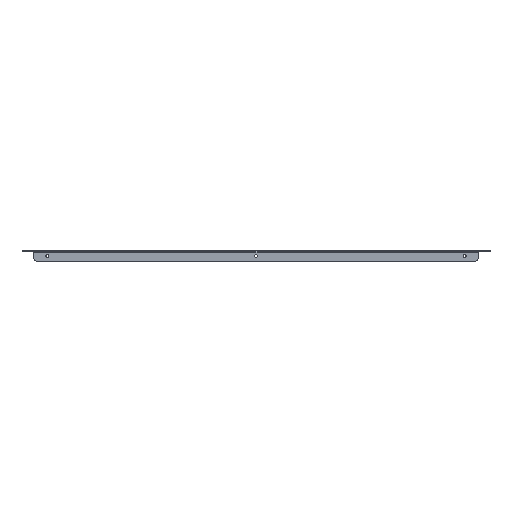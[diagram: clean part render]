
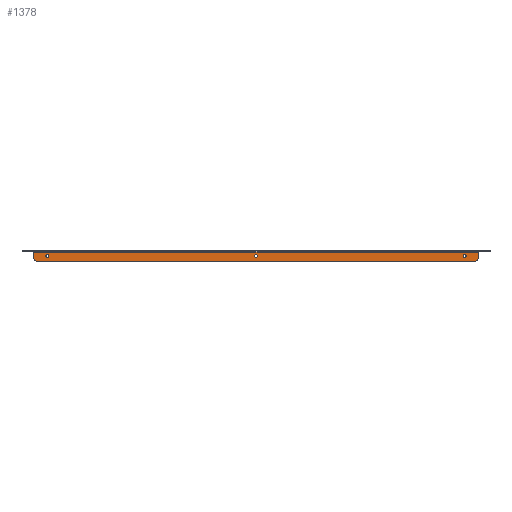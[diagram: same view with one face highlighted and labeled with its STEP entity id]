
A CAD part, front view. The second image highlights one B-rep face of the part: STEP entity #1378.
In plain terms, the highlighted planar face has unit normal (0, -1, 0).
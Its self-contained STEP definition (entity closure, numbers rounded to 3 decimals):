
#1 = VECTOR ( 'NONE', #1212, 1000. ) ;
#37 = EDGE_CURVE ( 'NONE', #991, #515, #380, .T. ) ;
#52 = CARTESIAN_POINT ( 'NONE',  ( -326.25, -124.8, 0. ) ) ;
#59 = CARTESIAN_POINT ( 'NONE',  ( -321.25, -124.8, -15. ) ) ;
#65 = VECTOR ( 'NONE', #1211, 1000. ) ;
#86 = DIRECTION ( 'NONE',  ( 1., 0., 0. ) ) ;
#122 = DIRECTION ( 'NONE',  ( 0., 0., 1. ) ) ;
#124 = VERTEX_POINT ( 'NONE', #1020 ) ;
#135 = DIRECTION ( 'NONE',  ( 0., 1., 0. ) ) ;
#170 = VERTEX_POINT ( 'NONE', #1741 ) ;
#177 = DIRECTION ( 'NONE',  ( 0., -1., 0. ) ) ;
#206 = AXIS2_PLACEMENT_3D ( 'NONE', #407, #419, #1851 ) ;
#238 = PLANE ( 'NONE',  #266 ) ;
#266 = AXIS2_PLACEMENT_3D ( 'NONE', #1560, #832, #1122 ) ;
#275 = LINE ( 'NONE', #1126, #1400 ) ;
#314 = CARTESIAN_POINT ( 'NONE',  ( 321.25, -124.8, -10. ) ) ;
#344 = EDGE_CURVE ( 'NONE', #515, #1516, #275, .T. ) ;
#361 = AXIS2_PLACEMENT_3D ( 'NONE', #314, #177, #1656 ) ;
#372 = EDGE_CURVE ( 'NONE', #124, #124, #1358, .T. ) ;
#380 = CIRCLE ( 'NONE', #361, 5. ) ;
#387 = AXIS2_PLACEMENT_3D ( 'NONE', #857, #135, #1174 ) ;
#407 = CARTESIAN_POINT ( 'NONE',  ( -306.25, -124.8, -7.5 ) ) ;
#411 = DIRECTION ( 'NONE',  ( 0., 1., 0. ) ) ;
#412 = ORIENTED_EDGE ( 'NONE', *, *, #658, .T. ) ;
#414 = EDGE_LOOP ( 'NONE', ( #579 ) ) ;
#419 = DIRECTION ( 'NONE',  ( 0., 1., 0. ) ) ;
#470 = CARTESIAN_POINT ( 'NONE',  ( 326.25, -124.8, -10. ) ) ;
#478 = ORIENTED_EDGE ( 'NONE', *, *, #1148, .T. ) ;
#504 = AXIS2_PLACEMENT_3D ( 'NONE', #597, #869, #1327 ) ;
#515 = VERTEX_POINT ( 'NONE', #470 ) ;
#520 = FACE_BOUND ( 'NONE', #820, .T. ) ;
#546 = VERTEX_POINT ( 'NONE', #1763 ) ;
#561 = VERTEX_POINT ( 'NONE', #1443 ) ;
#579 = ORIENTED_EDGE ( 'NONE', *, *, #954, .T. ) ;
#594 = VERTEX_POINT ( 'NONE', #59 ) ;
#597 = CARTESIAN_POINT ( 'NONE',  ( -321.25, -124.8, -10. ) ) ;
#636 = CARTESIAN_POINT ( 'NONE',  ( 0., -124.8, -15. ) ) ;
#658 = EDGE_CURVE ( 'NONE', #594, #991, #1572, .T. ) ;
#785 = ORIENTED_EDGE ( 'NONE', *, *, #344, .T. ) ;
#820 = EDGE_LOOP ( 'NONE', ( #1161 ) ) ;
#832 = DIRECTION ( 'NONE',  ( 0., 1., 0. ) ) ;
#857 = CARTESIAN_POINT ( 'NONE',  ( 0., -124.8, -7.5 ) ) ;
#869 = DIRECTION ( 'NONE',  ( 0., -1., 0. ) ) ;
#881 = VECTOR ( 'NONE', #86, 1000. ) ;
#901 = FACE_BOUND ( 'NONE', #414, .T. ) ;
#942 = CIRCLE ( 'NONE', #504, 5. ) ;
#954 = EDGE_CURVE ( 'NONE', #170, #170, #1222, .T. ) ;
#964 = CIRCLE ( 'NONE', #206, 2.1 ) ;
#989 = CARTESIAN_POINT ( 'NONE',  ( -326.25, -124.8, -10. ) ) ;
#991 = VERTEX_POINT ( 'NONE', #1461 ) ;
#1007 = EDGE_LOOP ( 'NONE', ( #478, #1696, #412, #1444, #785, #1061 ) ) ;
#1020 = CARTESIAN_POINT ( 'NONE',  ( 306.25, -124.8, -5.4 ) ) ;
#1054 = CARTESIAN_POINT ( 'NONE',  ( -328.796, -124.8, -0.919 ) ) ;
#1061 = ORIENTED_EDGE ( 'NONE', *, *, #1774, .F. ) ;
#1066 = LINE ( 'NONE', #52, #1 ) ;
#1122 = DIRECTION ( 'NONE',  ( 0., 0., 1. ) ) ;
#1126 = CARTESIAN_POINT ( 'NONE',  ( 326.25, -124.8, 0. ) ) ;
#1143 = DIRECTION ( 'NONE',  ( 0., 0., 1. ) ) ;
#1148 = EDGE_CURVE ( 'NONE', #546, #1438, #1066, .T. ) ;
#1161 = ORIENTED_EDGE ( 'NONE', *, *, #1474, .T. ) ;
#1174 = DIRECTION ( 'NONE',  ( 0., 0., 1. ) ) ;
#1211 = DIRECTION ( 'NONE',  ( 1., 0., 0. ) ) ;
#1212 = DIRECTION ( 'NONE',  ( 0., 0., -1. ) ) ;
#1219 = FACE_BOUND ( 'NONE', #1341, .T. ) ;
#1222 = CIRCLE ( 'NONE', #387, 2.1 ) ;
#1279 = CARTESIAN_POINT ( 'NONE',  ( 306.25, -124.8, -7.5 ) ) ;
#1327 = DIRECTION ( 'NONE',  ( 0., 0., 1. ) ) ;
#1341 = EDGE_LOOP ( 'NONE', ( #1455 ) ) ;
#1358 = CIRCLE ( 'NONE', #1426, 2.1 ) ;
#1378 = ADVANCED_FACE ( 'NONE', ( #520, #901, #1219, #1548 ), #238, .F. ) ;
#1400 = VECTOR ( 'NONE', #1143, 1000. ) ;
#1426 = AXIS2_PLACEMENT_3D ( 'NONE', #1279, #411, #122 ) ;
#1438 = VERTEX_POINT ( 'NONE', #989 ) ;
#1443 = CARTESIAN_POINT ( 'NONE',  ( -306.25, -124.8, -5.4 ) ) ;
#1444 = ORIENTED_EDGE ( 'NONE', *, *, #37, .T. ) ;
#1455 = ORIENTED_EDGE ( 'NONE', *, *, #372, .T. ) ;
#1461 = CARTESIAN_POINT ( 'NONE',  ( 321.25, -124.8, -15. ) ) ;
#1474 = EDGE_CURVE ( 'NONE', #561, #561, #964, .T. ) ;
#1516 = VERTEX_POINT ( 'NONE', #1722 ) ;
#1548 = FACE_OUTER_BOUND ( 'NONE', #1007, .T. ) ;
#1560 = CARTESIAN_POINT ( 'NONE',  ( 0., -124.8, 0. ) ) ;
#1572 = LINE ( 'NONE', #636, #881 ) ;
#1587 = LINE ( 'NONE', #1054, #65 ) ;
#1652 = EDGE_CURVE ( 'NONE', #1438, #594, #942, .T. ) ;
#1656 = DIRECTION ( 'NONE',  ( 0., 0., 1. ) ) ;
#1696 = ORIENTED_EDGE ( 'NONE', *, *, #1652, .T. ) ;
#1722 = CARTESIAN_POINT ( 'NONE',  ( 326.25, -124.8, -0.919 ) ) ;
#1741 = CARTESIAN_POINT ( 'NONE',  ( 0., -124.8, -5.4 ) ) ;
#1763 = CARTESIAN_POINT ( 'NONE',  ( -326.25, -124.8, -0.919 ) ) ;
#1774 = EDGE_CURVE ( 'NONE', #546, #1516, #1587, .T. ) ;
#1851 = DIRECTION ( 'NONE',  ( 0., 0., 1. ) ) ;
